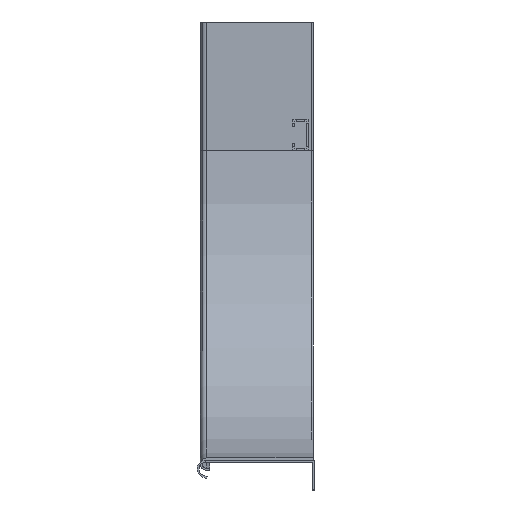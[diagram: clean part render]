
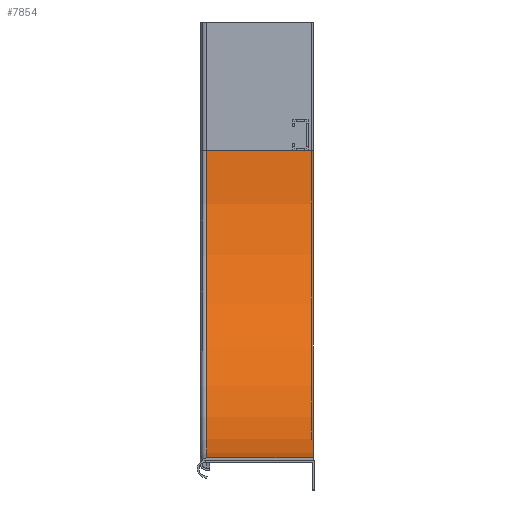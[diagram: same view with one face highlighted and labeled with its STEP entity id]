
A CAD part, left-side view. The second image highlights one B-rep face of the part: STEP entity #7854.
In plain terms, the highlighted cylindrical face has radius 300 mm (diameter 600 mm), a partial arc.
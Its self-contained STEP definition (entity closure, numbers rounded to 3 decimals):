
#384 = CARTESIAN_POINT ( 'NONE',  ( 300., 0., -425. ) ) ;
#682 = ORIENTED_EDGE ( 'NONE', *, *, #3242, .F. ) ;
#1174 = EDGE_CURVE ( 'NONE', #12998, #9317, #10751, .T. ) ;
#1306 = DIRECTION ( 'NONE',  ( 0., 1., 0. ) ) ;
#1852 = CYLINDRICAL_SURFACE ( 'NONE', #4933, 300. ) ;
#1944 = FACE_OUTER_BOUND ( 'NONE', #13937, .T. ) ;
#2044 = ORIENTED_EDGE ( 'NONE', *, *, #1174, .T. ) ;
#2253 = DIRECTION ( 'NONE',  ( 0., 0., -1. ) ) ;
#3242 = EDGE_CURVE ( 'NONE', #14609, #7762, #10545, .T. ) ;
#3392 = EDGE_CURVE ( 'NONE', #7762, #9317, #9091, .T. ) ;
#3721 = CARTESIAN_POINT ( 'NONE',  ( 0., 3., -125. ) ) ;
#4933 = AXIS2_PLACEMENT_3D ( 'NONE', #10397, #13986, #2253 ) ;
#6190 = DIRECTION ( 'NONE',  ( 0., -1., 0. ) ) ;
#7055 = DIRECTION ( 'NONE',  ( 0., 0., -1. ) ) ;
#7455 = DIRECTION ( 'NONE',  ( 0., 1., 0. ) ) ;
#7762 = VERTEX_POINT ( 'NONE', #15074 ) ;
#7854 = ADVANCED_FACE ( 'NONE', ( #1944 ), #1852, .F. ) ;
#7956 = AXIS2_PLACEMENT_3D ( 'NONE', #8222, #8169, #7055 ) ;
#8169 = DIRECTION ( 'NONE',  ( 0., -1., 0. ) ) ;
#8222 = CARTESIAN_POINT ( 'NONE',  ( 300., 104., -125. ) ) ;
#9091 = CIRCLE ( 'NONE', #7956, 300. ) ;
#9317 = VERTEX_POINT ( 'NONE', #11603 ) ;
#9979 = EDGE_CURVE ( 'NONE', #14609, #12998, #13682, .T. ) ;
#10378 = VECTOR ( 'NONE', #1306, 1000. ) ;
#10397 = CARTESIAN_POINT ( 'NONE',  ( 300., 0., -125. ) ) ;
#10545 = LINE ( 'NONE', #3721, #10378 ) ;
#10751 = LINE ( 'NONE', #10848, #10896 ) ;
#10848 = CARTESIAN_POINT ( 'NONE',  ( 300., 3., -425. ) ) ;
#10896 = VECTOR ( 'NONE', #7455, 1000. ) ;
#11603 = CARTESIAN_POINT ( 'NONE',  ( 300., 104., -425. ) ) ;
#11760 = AXIS2_PLACEMENT_3D ( 'NONE', #13198, #6190, #14417 ) ;
#12998 = VERTEX_POINT ( 'NONE', #384 ) ;
#13198 = CARTESIAN_POINT ( 'NONE',  ( 300., 0., -125. ) ) ;
#13281 = ORIENTED_EDGE ( 'NONE', *, *, #3392, .F. ) ;
#13384 = CARTESIAN_POINT ( 'NONE',  ( 0., 0., -125. ) ) ;
#13504 = ORIENTED_EDGE ( 'NONE', *, *, #9979, .T. ) ;
#13682 = CIRCLE ( 'NONE', #11760, 300. ) ;
#13937 = EDGE_LOOP ( 'NONE', ( #682, #13504, #2044, #13281 ) ) ;
#13986 = DIRECTION ( 'NONE',  ( 0., -1., 0. ) ) ;
#14417 = DIRECTION ( 'NONE',  ( 1., 0., 0. ) ) ;
#14609 = VERTEX_POINT ( 'NONE', #13384 ) ;
#15074 = CARTESIAN_POINT ( 'NONE',  ( 0., 104., -125. ) ) ;
